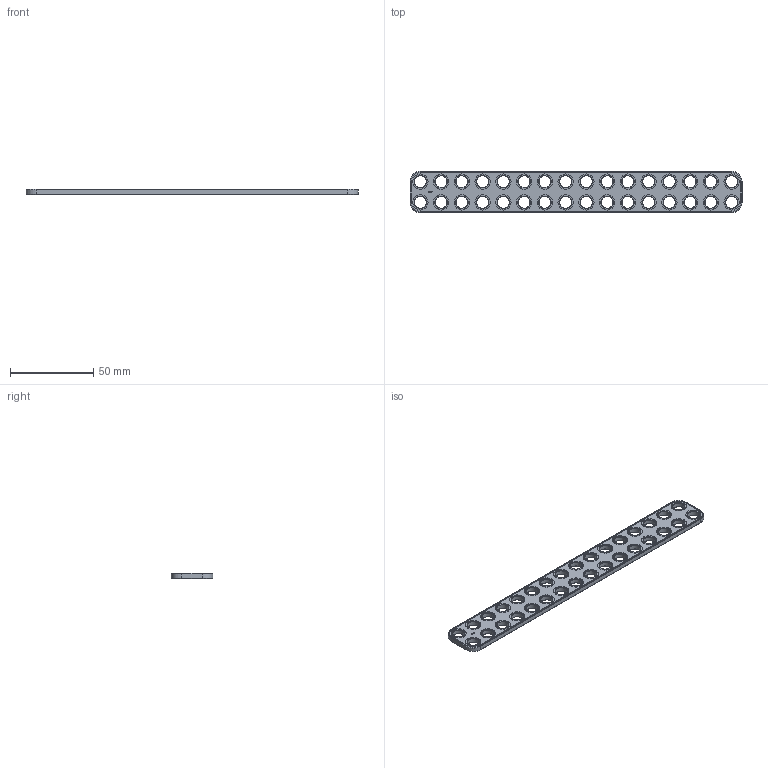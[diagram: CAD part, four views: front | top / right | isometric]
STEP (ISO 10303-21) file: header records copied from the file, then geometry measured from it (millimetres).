
FILE_DESCRIPTION(('FreeCAD Model'),'2;1');
FILE_NAME('Open CASCADE Shape Model','2024-10-08T18:59:46',(''),(''), 'Open CASCADE STEP processor 7.7','FreeCAD','Unknown');
FILE_SCHEMA(('AUTOMOTIVE_DESIGN { 1 0 10303 214 1 1 1 1 }'));
Length unit declared in the file: millimetre
Products named in the file (1): Plate RCT CRNR BU16x02x00.25 - SPN-PLT-0176 (stemfie.org)
Bounding box: 200 x 25 x 3.12 mm (x, y, z)
Volume: 11069.2 mm3; surface area: 10920.1 mm2
Topology: 1 solids, 1 shells, 629 faces, 1609 edges, 1046 vertices
Faces by surface type: plane 359, extrusion 126, cylinder 72, cone 72
Full cylindrical faces by diameter (mm): 7 x32, 9.2 x32
Entity records: 19414 total; most frequent: CARTESIAN_POINT 4314, ORIENTED_EDGE 3218, DIRECTION 2707, EDGE_CURVE 1609, VECTOR 1267, LINE 1141, VERTEX_POINT 1046, FACE_BOUND 757
